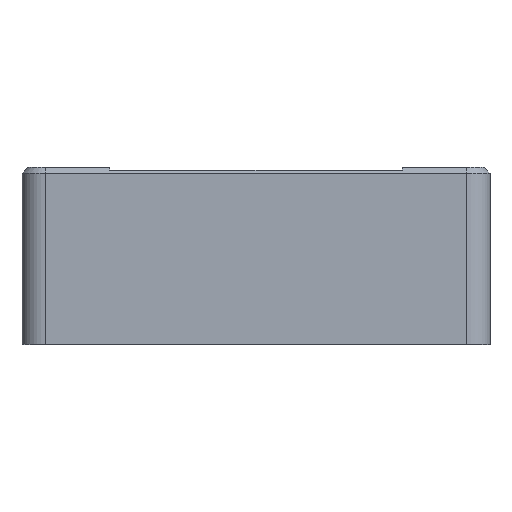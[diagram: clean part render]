
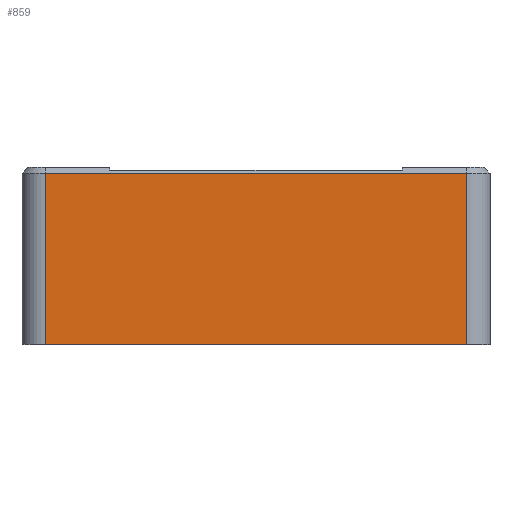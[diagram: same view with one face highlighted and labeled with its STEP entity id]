
A CAD part, top view. The second image highlights one B-rep face of the part: STEP entity #859.
In plain terms, the highlighted planar face has unit normal (0, 0, 1).
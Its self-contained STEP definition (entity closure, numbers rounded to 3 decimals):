
#132=FACE_OUTER_BOUND('',#192,.T.);
#192=EDGE_LOOP('',(#668,#669,#670,#671));
#264=LINE('',#1358,#333);
#280=LINE('',#1400,#349);
#281=LINE('',#1404,#350);
#282=LINE('',#1405,#351);
#333=VECTOR('',#1077,10.);
#349=VECTOR('',#1121,10.);
#350=VECTOR('',#1126,10.);
#351=VECTOR('',#1127,10.);
#409=VERTEX_POINT('',#1355);
#410=VERTEX_POINT('',#1357);
#422=VERTEX_POINT('',#1399);
#423=VERTEX_POINT('',#1403);
#493=EDGE_CURVE('',#409,#410,#264,.T.);
#514=EDGE_CURVE('',#410,#422,#280,.T.);
#516=EDGE_CURVE('',#423,#409,#281,.T.);
#517=EDGE_CURVE('',#422,#423,#282,.T.);
#668=ORIENTED_EDGE('',*,*,#493,.F.);
#669=ORIENTED_EDGE('',*,*,#516,.F.);
#670=ORIENTED_EDGE('',*,*,#517,.F.);
#671=ORIENTED_EDGE('',*,*,#514,.F.);
#827=PLANE('',#949);
#859=ADVANCED_FACE('',(#132),#827,.T.);
#949=AXIS2_PLACEMENT_3D('',#1402,#1124,#1125);
#1077=DIRECTION('',(1.,0.,0.));
#1121=DIRECTION('',(0.,-1.,0.));
#1124=DIRECTION('center_axis',(0.,0.,1.));
#1125=DIRECTION('ref_axis',(-1.,0.,0.));
#1126=DIRECTION('',(0.,1.,0.));
#1127=DIRECTION('',(-1.,0.,0.));
#1355=CARTESIAN_POINT('',(-18.,-0.758,20.));
#1357=CARTESIAN_POINT('',(18.,-0.758,20.));
#1358=CARTESIAN_POINT('',(10.,-0.758,20.));
#1399=CARTESIAN_POINT('',(18.,-15.375,20.));
#1400=CARTESIAN_POINT('',(18.,0.,20.));
#1402=CARTESIAN_POINT('Origin',(20.,0.,20.));
#1403=CARTESIAN_POINT('',(-18.,-15.375,20.));
#1404=CARTESIAN_POINT('',(-18.,0.,20.));
#1405=CARTESIAN_POINT('',(-20.,-15.375,20.));
